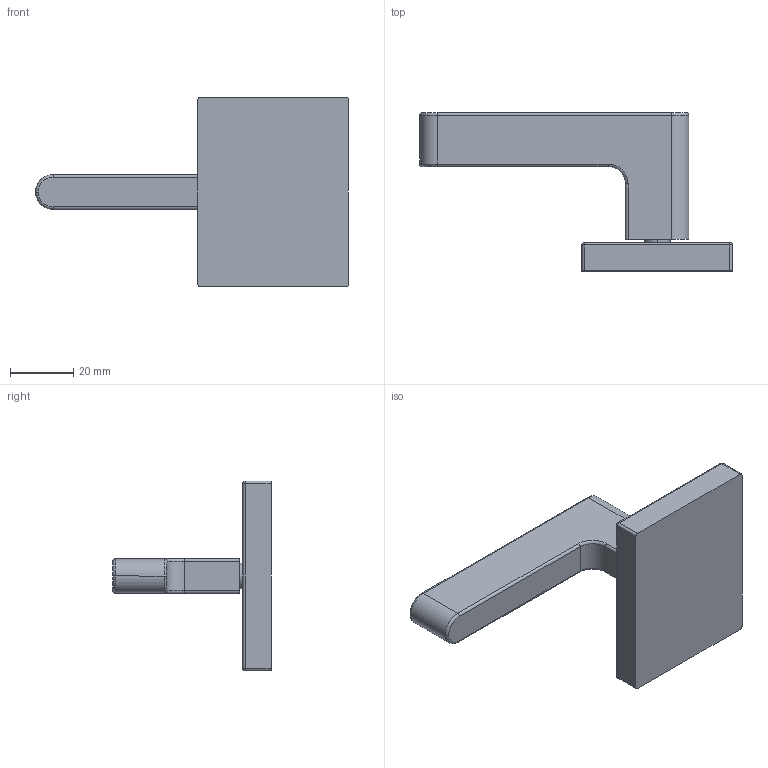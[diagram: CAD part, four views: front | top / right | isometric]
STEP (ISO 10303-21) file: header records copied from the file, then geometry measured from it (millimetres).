
FILE_DESCRIPTION (( 'STEP AP203' ), '1' );
FILE_NAME ('20004715-00.STEP', '2018-07-03T14:17:34', ( '' ), ( '' ), 'SwSTEP 2.0', 'SolidWorks 2017', '' );
FILE_SCHEMA (( 'CONFIG_CONTROL_DESIGN' ));
Length unit declared in the file: millimetre
Products named in the file (3): 20004715-00; Planungsmodell_Rosette-+-20.004.705-01_K1; Planungsmodell_Griff-+-09.20.70.057.90-01_K1
Assembly tree (2 placements, depth 2):
  20004715-00
    Planungsmodell_Rosette-+-20.004.705-01_K1
    Planungsmodell_Griff-+-09.20.70.057.90-01_K1
Bounding box: 98.75 x 50 x 60 mm (x, y, z)
Volume: 45905.7 mm3; surface area: 13675.4 mm2
Topology: 2 solids, 2 shells, 46 faces, 102 edges, 57 vertices
Faces by surface type: cylinder 21, plane 13, torus 8, sphere 4
Entity records: 1540 total; most frequent: DIRECTION 253, CARTESIAN_POINT 206, ORIENTED_EDGE 196, AXIS2_PLACEMENT_3D 104, EDGE_CURVE 98, VERTEX_POINT 57, CIRCLE 53, EDGE_LOOP 47
